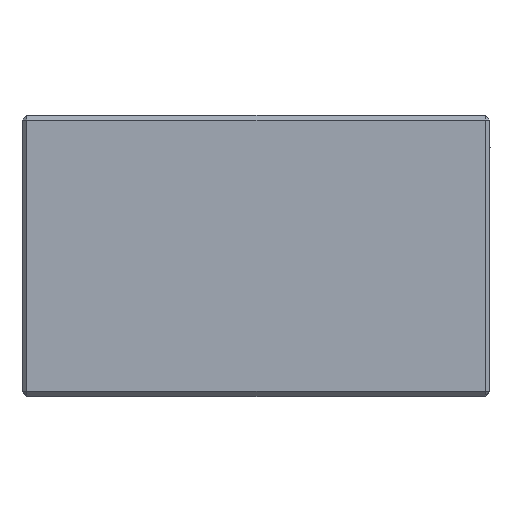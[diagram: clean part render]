
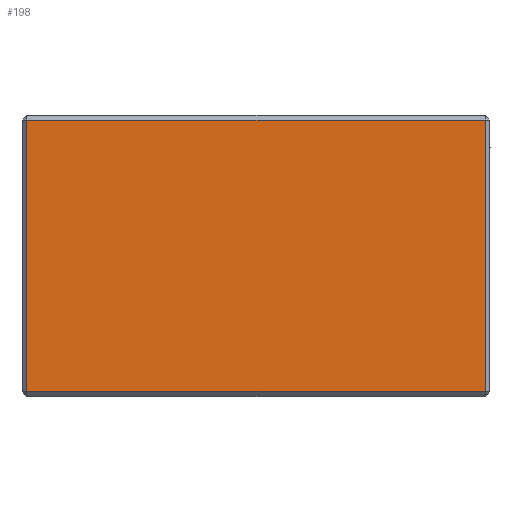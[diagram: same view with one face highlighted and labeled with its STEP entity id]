
A CAD part, top view. The second image highlights one B-rep face of the part: STEP entity #198.
In plain terms, the highlighted planar face has unit normal (0, 0, 1).
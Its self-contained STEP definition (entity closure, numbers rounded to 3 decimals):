
#173=FACE_OUTER_BOUND('',#573,.T.);
#198=ADVANCED_FACE('',(#173),#286,.F.);
#286=PLANE('',#1235);
#327=LINE('',#1791,#375);
#328=LINE('',#1794,#376);
#329=LINE('',#1796,#377);
#330=LINE('',#1798,#378);
#375=VECTOR('',#1424,1.);
#376=VECTOR('',#1425,1.);
#377=VECTOR('',#1426,1.);
#378=VECTOR('',#1427,1.);
#573=EDGE_LOOP('',(#739,#740,#741,#742));
#739=ORIENTED_EDGE('',*,*,#1070,.T.);
#740=ORIENTED_EDGE('',*,*,#1071,.T.);
#741=ORIENTED_EDGE('',*,*,#1072,.T.);
#742=ORIENTED_EDGE('',*,*,#1073,.T.);
#965=VERTEX_POINT('',#1792);
#966=VERTEX_POINT('',#1793);
#967=VERTEX_POINT('',#1795);
#968=VERTEX_POINT('',#1797);
#1070=EDGE_CURVE('',#965,#966,#327,.T.);
#1071=EDGE_CURVE('',#966,#967,#328,.T.);
#1072=EDGE_CURVE('',#967,#968,#329,.T.);
#1073=EDGE_CURVE('',#968,#965,#330,.T.);
#1235=AXIS2_PLACEMENT_3D('',#1799,#1428,#1429);
#1424=DIRECTION('',(0.,-1.,0.));
#1425=DIRECTION('',(1.,0.,0.));
#1426=DIRECTION('',(0.,1.,0.));
#1427=DIRECTION('',(-1.,0.,0.));
#1428=DIRECTION('',(0.,0.,-1.));
#1429=DIRECTION('',(-1.,0.,0.));
#1791=CARTESIAN_POINT('',(2.,60.,60.));
#1792=CARTESIAN_POINT('',(2.,58.,60.));
#1793=CARTESIAN_POINT('',(2.,-58.,60.));
#1794=CARTESIAN_POINT('',(200.,-58.,60.));
#1795=CARTESIAN_POINT('',(198.,-58.,60.));
#1796=CARTESIAN_POINT('',(198.,60.,60.));
#1797=CARTESIAN_POINT('',(198.,58.,60.));
#1798=CARTESIAN_POINT('',(200.,58.,60.));
#1799=CARTESIAN_POINT('',(200.,60.,60.));
